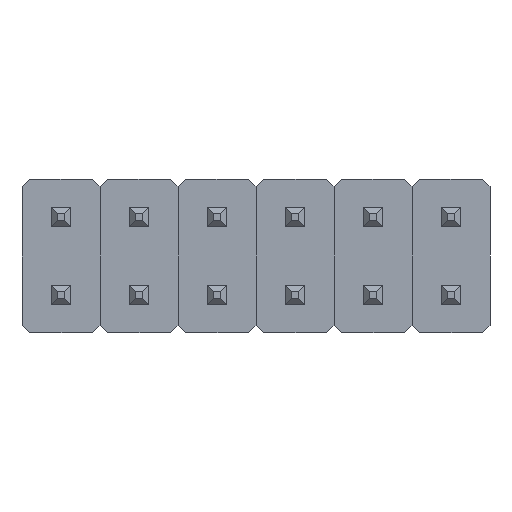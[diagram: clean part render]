
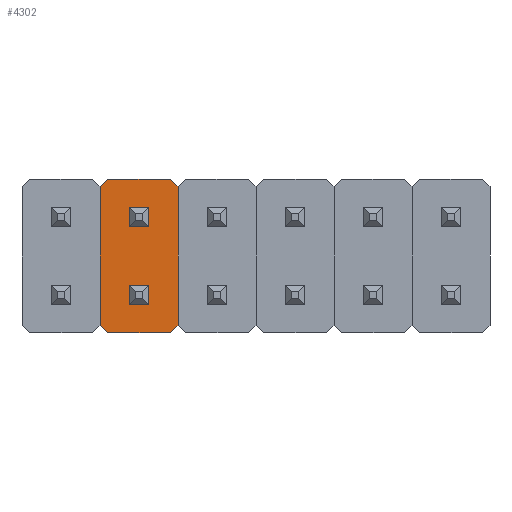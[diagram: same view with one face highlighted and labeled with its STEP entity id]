
A CAD part, front view. The second image highlights one B-rep face of the part: STEP entity #4302.
In plain terms, the highlighted planar face has unit normal (0, -1, 0).
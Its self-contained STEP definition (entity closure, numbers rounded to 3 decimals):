
#542 = LINE ( 'NONE', #877, #8564 ) ;
#624 = VECTOR ( 'NONE', #6566, 1000. ) ;
#641 = DIRECTION ( 'NONE',  ( 0., 0., -1. ) ) ;
#665 = LINE ( 'NONE', #8679, #9238 ) ;
#687 = VERTEX_POINT ( 'NONE', #7752 ) ;
#834 = ORIENTED_EDGE ( 'NONE', *, *, #11411, .F. ) ;
#877 = CARTESIAN_POINT ( 'NONE',  ( 3.56, 0., 3.77 ) ) ;
#1218 = VERTEX_POINT ( 'NONE', #9418 ) ;
#1323 = VECTOR ( 'NONE', #11213, 1000. ) ;
#1375 = VECTOR ( 'NONE', #10020, 1000. ) ;
#1584 = ORIENTED_EDGE ( 'NONE', *, *, #6560, .F. ) ;
#1884 = ORIENTED_EDGE ( 'NONE', *, *, #9707, .F. ) ;
#1966 = LINE ( 'NONE', #3023, #10798 ) ;
#2769 = DIRECTION ( 'NONE',  ( 0., -1., 0. ) ) ;
#3023 = CARTESIAN_POINT ( 'NONE',  ( 1.27, 0., -0.98 ) ) ;
#3053 = LINE ( 'NONE', #3759, #624 ) ;
#3054 = VERTEX_POINT ( 'NONE', #11270 ) ;
#3500 = CARTESIAN_POINT ( 'NONE',  ( 1.52, 0., -1.23 ) ) ;
#3608 = ORIENTED_EDGE ( 'NONE', *, *, #6733, .F. ) ;
#3617 = CARTESIAN_POINT ( 'NONE',  ( 2.54, 0., 0. ) ) ;
#3755 = LINE ( 'NONE', #3990, #1323 ) ;
#3759 = CARTESIAN_POINT ( 'NONE',  ( 3.81, 0., 3.52 ) ) ;
#3990 = CARTESIAN_POINT ( 'NONE',  ( 1.27, 0., 3.52 ) ) ;
#4256 = CARTESIAN_POINT ( 'NONE',  ( 3.81, 0., -0.98 ) ) ;
#4302 = ADVANCED_FACE ( 'NONE', ( #7178 ), #8304, .T. ) ;
#4839 = LINE ( 'NONE', #11539, #8572 ) ;
#5032 = EDGE_CURVE ( 'NONE', #1218, #11412, #3053, .T. ) ;
#5224 = ORIENTED_EDGE ( 'NONE', *, *, #5032, .F. ) ;
#5377 = EDGE_CURVE ( 'NONE', #9480, #687, #3755, .T. ) ;
#5489 = VERTEX_POINT ( 'NONE', #4256 ) ;
#5673 = AXIS2_PLACEMENT_3D ( 'NONE', #3617, #2769, #6672 ) ;
#5756 = DIRECTION ( 'NONE',  ( -0.707, 0., 0.707 ) ) ;
#5977 = CARTESIAN_POINT ( 'NONE',  ( 3.56, 0., -1.23 ) ) ;
#6084 = LINE ( 'NONE', #6339, #1375 ) ;
#6339 = CARTESIAN_POINT ( 'NONE',  ( 1.52, 0., 3.77 ) ) ;
#6560 = EDGE_CURVE ( 'NONE', #687, #3054, #6084, .T. ) ;
#6566 = DIRECTION ( 'NONE',  ( 0.707, 0., -0.707 ) ) ;
#6672 = DIRECTION ( 'NONE',  ( 0., 0., -1. ) ) ;
#6733 = EDGE_CURVE ( 'NONE', #5489, #8885, #665, .T. ) ;
#7008 = EDGE_LOOP ( 'NONE', ( #10314, #1884, #7641, #3608, #834, #5224, #10016, #1584 ) ) ;
#7016 = CARTESIAN_POINT ( 'NONE',  ( 1.52, 0., -1.23 ) ) ;
#7136 = DIRECTION ( 'NONE',  ( -1., 0., 0. ) ) ;
#7178 = FACE_OUTER_BOUND ( 'NONE', #7008, .T. ) ;
#7407 = VECTOR ( 'NONE', #7136, 1000. ) ;
#7641 = ORIENTED_EDGE ( 'NONE', *, *, #7803, .F. ) ;
#7752 = CARTESIAN_POINT ( 'NONE',  ( 1.27, 0., 3.52 ) ) ;
#7803 = EDGE_CURVE ( 'NONE', #8885, #11421, #11551, .T. ) ;
#7818 = DIRECTION ( 'NONE',  ( -0.707, 0., -0.707 ) ) ;
#8304 = PLANE ( 'NONE',  #5673 ) ;
#8564 = VECTOR ( 'NONE', #8988, 1000. ) ;
#8572 = VECTOR ( 'NONE', #641, 1000. ) ;
#8679 = CARTESIAN_POINT ( 'NONE',  ( 3.56, 0., -1.23 ) ) ;
#8885 = VERTEX_POINT ( 'NONE', #5977 ) ;
#8988 = DIRECTION ( 'NONE',  ( 1., 0., 0. ) ) ;
#9238 = VECTOR ( 'NONE', #7818, 1000. ) ;
#9418 = CARTESIAN_POINT ( 'NONE',  ( 3.56, 0., 3.77 ) ) ;
#9480 = VERTEX_POINT ( 'NONE', #11488 ) ;
#9707 = EDGE_CURVE ( 'NONE', #11421, #9480, #1966, .T. ) ;
#10016 = ORIENTED_EDGE ( 'NONE', *, *, #11564, .F. ) ;
#10020 = DIRECTION ( 'NONE',  ( 0.707, 0., 0.707 ) ) ;
#10314 = ORIENTED_EDGE ( 'NONE', *, *, #5377, .F. ) ;
#10798 = VECTOR ( 'NONE', #5756, 1000. ) ;
#11213 = DIRECTION ( 'NONE',  ( 0., 0., 1. ) ) ;
#11270 = CARTESIAN_POINT ( 'NONE',  ( 1.52, 0., 3.77 ) ) ;
#11411 = EDGE_CURVE ( 'NONE', #11412, #5489, #4839, .T. ) ;
#11412 = VERTEX_POINT ( 'NONE', #11616 ) ;
#11421 = VERTEX_POINT ( 'NONE', #7016 ) ;
#11488 = CARTESIAN_POINT ( 'NONE',  ( 1.27, 0., -0.98 ) ) ;
#11539 = CARTESIAN_POINT ( 'NONE',  ( 3.81, 0., -0.98 ) ) ;
#11551 = LINE ( 'NONE', #3500, #7407 ) ;
#11564 = EDGE_CURVE ( 'NONE', #3054, #1218, #542, .T. ) ;
#11616 = CARTESIAN_POINT ( 'NONE',  ( 3.81, 0., 3.52 ) ) ;
